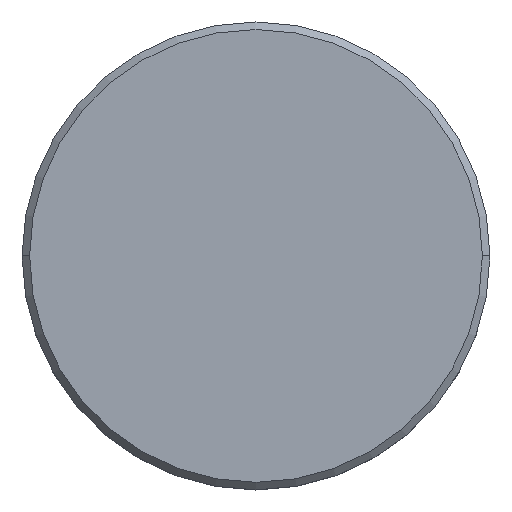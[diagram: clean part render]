
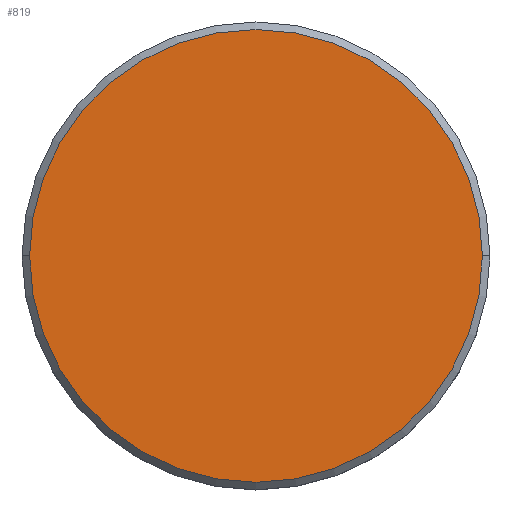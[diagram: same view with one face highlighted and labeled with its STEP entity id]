
A CAD part, top view. The second image highlights one B-rep face of the part: STEP entity #819.
In plain terms, the highlighted planar face has unit normal (0, 0, 1).
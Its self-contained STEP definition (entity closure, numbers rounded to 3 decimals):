
#16 = EDGE_LOOP ( 'NONE', ( #442, #298 ) ) ;
#88 = AXIS2_PLACEMENT_3D ( 'NONE', #1120, #304, #1040 ) ;
#178 = CARTESIAN_POINT ( 'NONE',  ( 0., 0., 0. ) ) ;
#272 = DIRECTION ( 'NONE',  ( 0., 0., 1. ) ) ;
#298 = ORIENTED_EDGE ( 'NONE', *, *, #443, .T. ) ;
#304 = DIRECTION ( 'NONE',  ( 0., 0., 1. ) ) ;
#310 = CARTESIAN_POINT ( 'NONE',  ( 15., 0., 0. ) ) ;
#349 = CARTESIAN_POINT ( 'NONE',  ( 0., 0., 0. ) ) ;
#370 = EDGE_CURVE ( 'NONE', #794, #845, #483, .T. ) ;
#442 = ORIENTED_EDGE ( 'NONE', *, *, #370, .T. ) ;
#443 = EDGE_CURVE ( 'NONE', #845, #794, #780, .T. ) ;
#483 = CIRCLE ( 'NONE', #653, 15. ) ;
#536 = DIRECTION ( 'NONE',  ( 0., 0., 1. ) ) ;
#631 = AXIS2_PLACEMENT_3D ( 'NONE', #178, #272, #821 ) ;
#653 = AXIS2_PLACEMENT_3D ( 'NONE', #349, #536, #1079 ) ;
#774 = CARTESIAN_POINT ( 'NONE',  ( -15., 0., 0. ) ) ;
#780 = CIRCLE ( 'NONE', #631, 15. ) ;
#794 = VERTEX_POINT ( 'NONE', #774 ) ;
#819 = ADVANCED_FACE ( 'NONE', ( #830 ), #941, .T. ) ;
#821 = DIRECTION ( 'NONE',  ( 1., 0., 0. ) ) ;
#830 = FACE_OUTER_BOUND ( 'NONE', #16, .T. ) ;
#845 = VERTEX_POINT ( 'NONE', #310 ) ;
#941 = PLANE ( 'NONE',  #88 ) ;
#1040 = DIRECTION ( 'NONE',  ( 1., 0., 0. ) ) ;
#1079 = DIRECTION ( 'NONE',  ( 1., 0., 0. ) ) ;
#1120 = CARTESIAN_POINT ( 'NONE',  ( 0., 0., 0. ) ) ;
